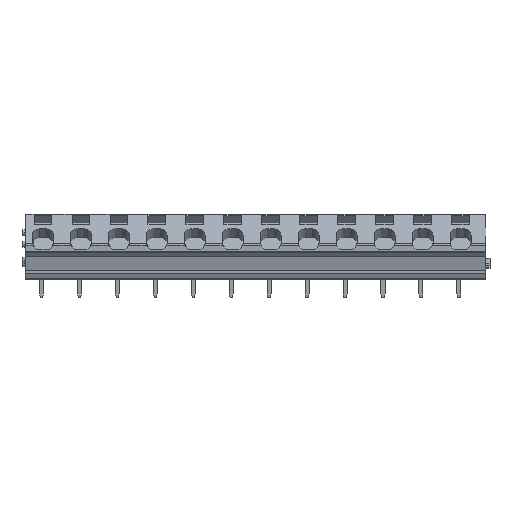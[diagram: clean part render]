
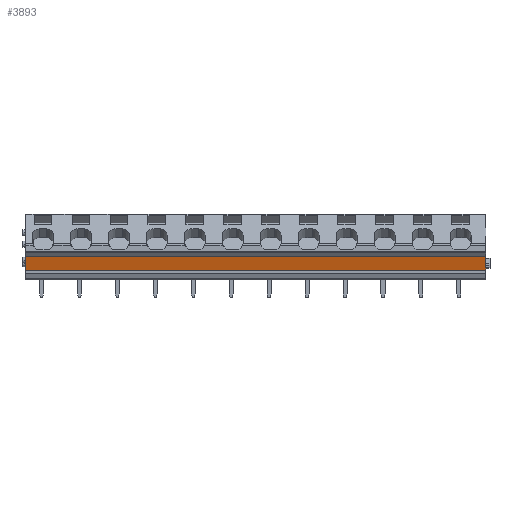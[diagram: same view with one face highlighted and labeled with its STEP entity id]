
A CAD part, front view. The second image highlights one B-rep face of the part: STEP entity #3893.
In plain terms, the highlighted planar face has unit normal (0, -0.966, -0.259).
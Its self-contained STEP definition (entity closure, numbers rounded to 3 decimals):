
#3866=AXIS2_PLACEMENT_3D('Plane Axis2P3D',#3863,#3864,#3865) ;
#3841=CARTESIAN_POINT('Vertex',(91.7,1.37,5.45)) ;
#3844=CARTESIAN_POINT('Line Origine',(46.2,1.37,5.45)) ;
#3848=CARTESIAN_POINT('Vertex',(0.7,1.37,5.45)) ;
#3863=CARTESIAN_POINT('Axis2P3D Location',(0.,0.634,8.2)) ;
#3868=CARTESIAN_POINT('Line Origine',(91.7,1.002,6.825)) ;
#3872=CARTESIAN_POINT('Vertex',(91.7,0.634,8.2)) ;
#3875=CARTESIAN_POINT('Line Origine',(46.2,0.634,8.2)) ;
#3879=CARTESIAN_POINT('Vertex',(0.7,0.634,8.2)) ;
#3882=CARTESIAN_POINT('Line Origine',(0.7,1.002,6.825)) ;
#3845=DIRECTION('Vector Direction',(1.,0.,0.)) ;
#3864=DIRECTION('Axis2P3D Direction',(0.,-0.966,-0.259)) ;
#3865=DIRECTION('Axis2P3D XDirection',(0.,0.259,-0.966)) ;
#3869=DIRECTION('Vector Direction',(0.,0.259,-0.966)) ;
#3876=DIRECTION('Vector Direction',(1.,0.,0.)) ;
#3883=DIRECTION('Vector Direction',(0.,0.259,-0.966)) ;
#3846=VECTOR('Line Direction',#3845,1.) ;
#3870=VECTOR('Line Direction',#3869,1.) ;
#3877=VECTOR('Line Direction',#3876,1.) ;
#3884=VECTOR('Line Direction',#3883,1.) ;
#3888=ORIENTED_EDGE('',*,*,#3874,.F.) ;
#3889=ORIENTED_EDGE('',*,*,#3881,.F.) ;
#3890=ORIENTED_EDGE('',*,*,#3886,.F.) ;
#3891=ORIENTED_EDGE('',*,*,#3850,.T.) ;
#3893=ADVANCED_FACE('PartBody',(#3892),#3867,.T.) ;
#3850=EDGE_CURVE('',#3849,#3842,#3847,.T.) ;
#3874=EDGE_CURVE('',#3873,#3842,#3871,.T.) ;
#3881=EDGE_CURVE('',#3880,#3873,#3878,.T.) ;
#3886=EDGE_CURVE('',#3849,#3880,#3885,.F.) ;
#3887=EDGE_LOOP('',(#3888,#3889,#3890,#3891)) ;
#3892=FACE_OUTER_BOUND('',#3887,.T.) ;
#3847=LINE('Line',#3844,#3846) ;
#3871=LINE('Line',#3868,#3870) ;
#3878=LINE('Line',#3875,#3877) ;
#3885=LINE('Line',#3882,#3884) ;
#3867=PLANE('',#3866) ;
#3842=VERTEX_POINT('',#3841) ;
#3849=VERTEX_POINT('',#3848) ;
#3873=VERTEX_POINT('',#3872) ;
#3880=VERTEX_POINT('',#3879) ;
